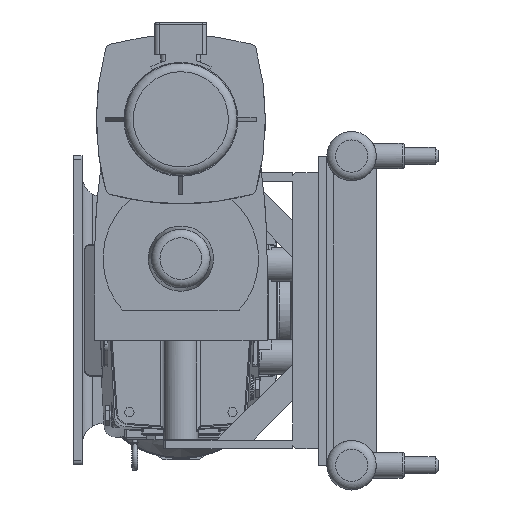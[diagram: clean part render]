
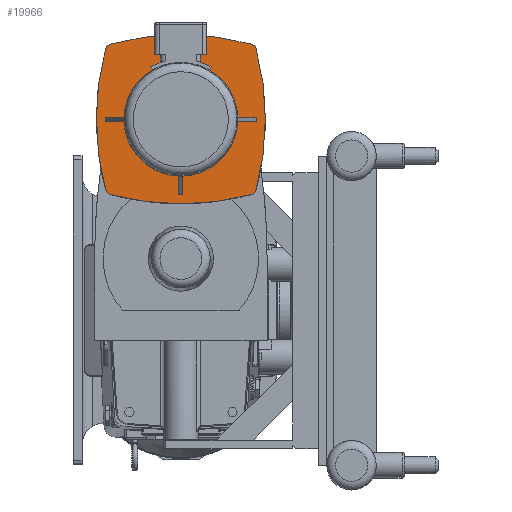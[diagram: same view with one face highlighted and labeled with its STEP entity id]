
A CAD part, left-side view. The second image highlights one B-rep face of the part: STEP entity #19966.
In plain terms, the highlighted planar face has unit normal (-1, 0, 0).
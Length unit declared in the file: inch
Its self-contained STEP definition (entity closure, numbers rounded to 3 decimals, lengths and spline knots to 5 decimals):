
#1347=CIRCLE('',#21893,15.75);
#1350=CIRCLE('',#21897,0.39);
#1357=CIRCLE('',#21906,15.75);
#1358=CIRCLE('',#21908,0.39);
#1360=CIRCLE('',#21911,15.75);
#1363=CIRCLE('',#21915,0.39);
#1366=CIRCLE('',#21919,15.75);
#1367=CIRCLE('',#21921,0.39);
#1373=CIRCLE('',#21929,2.50338);
#1382=CIRCLE('',#21947,2.50338);
#1383=CIRCLE('',#21949,2.50338);
#1384=CIRCLE('',#21951,2.50338);
#1790=FACE_BOUND('',#4550,.T.);
#2231=PLANE('',#21952);
#3308=FACE_OUTER_BOUND('',#4549,.T.);
#4549=EDGE_LOOP('',(#17858,#17859,#17860,#17861,#17862,#17863,#17864,#17865));
#4550=EDGE_LOOP('',(#17866,#17867,#17868,#17869,#17870,#17871,#17872,#17873,
#17874,#17875,#17876,#17877,#17878,#17879,#17880,#17881));
#6068=LINE('',#38629,#7586);
#6071=LINE('',#38638,#7589);
#6073=LINE('',#38641,#7591);
#6079=LINE('',#38686,#7597);
#6080=LINE('',#38688,#7598);
#6081=LINE('',#38689,#7599);
#6082=LINE('',#38691,#7600);
#6083=LINE('',#38693,#7601);
#6084=LINE('',#38694,#7602);
#6085=LINE('',#38696,#7603);
#6086=LINE('',#38698,#7604);
#6087=LINE('',#38699,#7605);
#7586=VECTOR('',#27180,0.3937);
#7589=VECTOR('',#27185,0.3937);
#7591=VECTOR('',#27189,0.3937);
#7597=VECTOR('',#27221,0.3937);
#7598=VECTOR('',#27222,0.3937);
#7599=VECTOR('',#27223,0.3937);
#7600=VECTOR('',#27224,0.3937);
#7601=VECTOR('',#27225,0.3937);
#7602=VECTOR('',#27226,0.3937);
#7603=VECTOR('',#27227,0.3937);
#7604=VECTOR('',#27228,0.3937);
#7605=VECTOR('',#27229,0.3937);
#9571=VERTEX_POINT('',#38453);
#9573=VERTEX_POINT('',#38456);
#9577=VERTEX_POINT('',#38466);
#9582=VERTEX_POINT('',#38481);
#9583=VERTEX_POINT('',#38485);
#9587=VERTEX_POINT('',#38494);
#9588=VERTEX_POINT('',#38496);
#9593=VERTEX_POINT('',#38510);
#9600=VERTEX_POINT('',#38531);
#9601=VERTEX_POINT('',#38535);
#9643=VERTEX_POINT('',#38627);
#9644=VERTEX_POINT('',#38628);
#9646=VERTEX_POINT('',#38637);
#9652=VERTEX_POINT('',#38659);
#9653=VERTEX_POINT('',#38663);
#9654=VERTEX_POINT('',#38669);
#9655=VERTEX_POINT('',#38673);
#9656=VERTEX_POINT('',#38679);
#9657=VERTEX_POINT('',#38685);
#9658=VERTEX_POINT('',#38687);
#9659=VERTEX_POINT('',#38690);
#9660=VERTEX_POINT('',#38692);
#9661=VERTEX_POINT('',#38695);
#9662=VERTEX_POINT('',#38697);
#12355=EDGE_CURVE('',#9573,#9571,#1347,.T.);
#12360=EDGE_CURVE('',#9573,#9577,#1350,.T.);
#12369=EDGE_CURVE('',#9582,#9577,#1357,.T.);
#12370=EDGE_CURVE('',#9582,#9583,#1358,.T.);
#12375=EDGE_CURVE('',#9588,#9587,#1360,.T.);
#12380=EDGE_CURVE('',#9588,#9571,#1363,.T.);
#12385=EDGE_CURVE('',#9593,#9583,#1366,.T.);
#12386=EDGE_CURVE('',#9593,#9587,#1367,.T.);
#12394=EDGE_CURVE('',#9601,#9600,#1373,.T.);
#12439=EDGE_CURVE('',#9643,#9644,#6068,.T.);
#12443=EDGE_CURVE('',#9644,#9646,#6071,.T.);
#12445=EDGE_CURVE('',#9646,#9601,#6073,.T.);
#12456=EDGE_CURVE('',#9652,#9653,#1382,.T.);
#12459=EDGE_CURVE('',#9654,#9655,#1383,.T.);
#12461=EDGE_CURVE('',#9656,#9643,#1384,.T.);
#12462=EDGE_CURVE('',#9600,#9657,#6079,.T.);
#12463=EDGE_CURVE('',#9657,#9658,#6080,.T.);
#12464=EDGE_CURVE('',#9658,#9654,#6081,.T.);
#12465=EDGE_CURVE('',#9655,#9659,#6082,.T.);
#12466=EDGE_CURVE('',#9659,#9660,#6083,.T.);
#12467=EDGE_CURVE('',#9660,#9652,#6084,.T.);
#12468=EDGE_CURVE('',#9653,#9661,#6085,.T.);
#12469=EDGE_CURVE('',#9661,#9662,#6086,.T.);
#12470=EDGE_CURVE('',#9662,#9656,#6087,.T.);
#17858=ORIENTED_EDGE('',*,*,#12386,.F.);
#17859=ORIENTED_EDGE('',*,*,#12385,.T.);
#17860=ORIENTED_EDGE('',*,*,#12370,.F.);
#17861=ORIENTED_EDGE('',*,*,#12369,.T.);
#17862=ORIENTED_EDGE('',*,*,#12360,.F.);
#17863=ORIENTED_EDGE('',*,*,#12355,.T.);
#17864=ORIENTED_EDGE('',*,*,#12380,.F.);
#17865=ORIENTED_EDGE('',*,*,#12375,.T.);
#17866=ORIENTED_EDGE('',*,*,#12462,.T.);
#17867=ORIENTED_EDGE('',*,*,#12463,.T.);
#17868=ORIENTED_EDGE('',*,*,#12464,.T.);
#17869=ORIENTED_EDGE('',*,*,#12459,.T.);
#17870=ORIENTED_EDGE('',*,*,#12465,.T.);
#17871=ORIENTED_EDGE('',*,*,#12466,.T.);
#17872=ORIENTED_EDGE('',*,*,#12467,.T.);
#17873=ORIENTED_EDGE('',*,*,#12456,.T.);
#17874=ORIENTED_EDGE('',*,*,#12468,.T.);
#17875=ORIENTED_EDGE('',*,*,#12469,.T.);
#17876=ORIENTED_EDGE('',*,*,#12470,.T.);
#17877=ORIENTED_EDGE('',*,*,#12461,.T.);
#17878=ORIENTED_EDGE('',*,*,#12439,.T.);
#17879=ORIENTED_EDGE('',*,*,#12443,.T.);
#17880=ORIENTED_EDGE('',*,*,#12445,.T.);
#17881=ORIENTED_EDGE('',*,*,#12394,.T.);
#19966=ADVANCED_FACE('',(#3308,#1790),#2231,.F.);
#21893=AXIS2_PLACEMENT_3D('',#38457,#27040,#27041);
#21897=AXIS2_PLACEMENT_3D('',#38467,#27050,#27051);
#21906=AXIS2_PLACEMENT_3D('',#38483,#27070,#27071);
#21908=AXIS2_PLACEMENT_3D('',#38486,#27074,#27075);
#21911=AXIS2_PLACEMENT_3D('',#38497,#27083,#27084);
#21915=AXIS2_PLACEMENT_3D('',#38506,#27093,#27094);
#21919=AXIS2_PLACEMENT_3D('',#38515,#27103,#27104);
#21921=AXIS2_PLACEMENT_3D('',#38517,#27107,#27108);
#21929=AXIS2_PLACEMENT_3D('',#38536,#27124,#27125);
#21947=AXIS2_PLACEMENT_3D('',#38667,#27209,#27210);
#21949=AXIS2_PLACEMENT_3D('',#38677,#27213,#27214);
#21951=AXIS2_PLACEMENT_3D('',#38683,#27217,#27218);
#21952=AXIS2_PLACEMENT_3D('',#38684,#27219,#27220);
#27040=DIRECTION('center_axis',(-1.,0.,0.));
#27041=DIRECTION('ref_axis',(0.,-0.962,0.274));
#27050=DIRECTION('center_axis',(1.,0.,0.));
#27051=DIRECTION('ref_axis',(0.,0.707,0.707));
#27070=DIRECTION('center_axis',(-1.,0.,0.));
#27071=DIRECTION('ref_axis',(0.,-0.274,-0.962));
#27074=DIRECTION('center_axis',(1.,0.,0.));
#27075=DIRECTION('ref_axis',(0.,-0.707,0.707));
#27083=DIRECTION('center_axis',(-1.,0.,0.));
#27084=DIRECTION('ref_axis',(0.,0.274,0.962));
#27093=DIRECTION('center_axis',(1.,0.,0.));
#27094=DIRECTION('ref_axis',(0.,0.707,-0.707));
#27103=DIRECTION('center_axis',(-1.,0.,0.));
#27104=DIRECTION('ref_axis',(0.,0.962,-0.274));
#27107=DIRECTION('center_axis',(1.,0.,0.));
#27108=DIRECTION('ref_axis',(0.,-0.707,-0.707));
#27124=DIRECTION('center_axis',(1.,0.,0.));
#27125=DIRECTION('ref_axis',(0.,0.,
1.));
#27180=DIRECTION('',(0.,0.,1.));
#27185=DIRECTION('',(0.,-1.,0.));
#27189=DIRECTION('',(0.,0.,-1.));
#27209=DIRECTION('center_axis',(1.,0.,0.));
#27210=DIRECTION('ref_axis',(0.,0.,
1.));
#27213=DIRECTION('center_axis',(1.,0.,0.));
#27214=DIRECTION('ref_axis',(0.,0.,
1.));
#27217=DIRECTION('center_axis',(1.,0.,0.));
#27218=DIRECTION('ref_axis',(0.,0.,
1.));
#27219=DIRECTION('center_axis',(1.,0.,0.));
#27220=DIRECTION('ref_axis',(0.,1.,0.));
#27221=DIRECTION('',(0.,-1.,0.));
#27222=DIRECTION('',(0.,0.,-1.));
#27223=DIRECTION('',(0.,1.,0.));
#27224=DIRECTION('',(0.,0.,-1.));
#27225=DIRECTION('',(0.,1.,0.));
#27226=DIRECTION('',(0.,0.,1.));
#27227=DIRECTION('',(0.,1.,0.));
#27228=DIRECTION('',(0.,0.,1.));
#27229=DIRECTION('',(0.,-1.,0.));
#38453=CARTESIAN_POINT('',(-29.027,4.37774,7.00721));
#38456=CARTESIAN_POINT('',(-29.027,4.37774,15.21279));
#38457=CARTESIAN_POINT('Origin',(-29.027,-10.8285,11.11));
#38466=CARTESIAN_POINT('',(-29.027,4.10279,15.48774));
#38467=CARTESIAN_POINT('Origin',(-29.027,4.0012,15.1112));
#38481=CARTESIAN_POINT('',(-29.027,-4.10279,15.48774));
#38483=CARTESIAN_POINT('Origin',(-29.027,0.,0.2815));
#38485=CARTESIAN_POINT('',(-29.027,-4.37774,15.21279));
#38486=CARTESIAN_POINT('Origin',(-29.027,-4.0012,15.1112));
#38494=CARTESIAN_POINT('',(-29.027,-4.10279,6.73226));
#38496=CARTESIAN_POINT('',(-29.027,4.10279,6.73226));
#38497=CARTESIAN_POINT('Origin',(-29.027,0.,21.9385));
#38506=CARTESIAN_POINT('Origin',(-29.027,4.0012,7.1088));
#38510=CARTESIAN_POINT('',(-29.027,-4.37774,7.00721));
#38515=CARTESIAN_POINT('Origin',(-29.027,10.8285,11.11));
#38517=CARTESIAN_POINT('Origin',(-29.027,-4.0012,7.1088));
#38531=CARTESIAN_POINT('',(-29.027,-2.5006,11.228));
#38535=CARTESIAN_POINT('',(-29.027,-0.118,13.6106));
#38536=CARTESIAN_POINT('Origin',(-29.027,0.,11.11));
#38627=CARTESIAN_POINT('',(-29.027,0.118,13.6106));
#38628=CARTESIAN_POINT('',(-29.027,0.118,15.49687));
#38629=CARTESIAN_POINT('',(-29.027,0.118,12.08289));
#38637=CARTESIAN_POINT('',(-29.027,-0.118,15.49687));
#38638=CARTESIAN_POINT('',(-29.027,0.,15.49687));
#38641=CARTESIAN_POINT('',(-29.027,-0.118,12.08289));
#38659=CARTESIAN_POINT('',(-29.027,0.118,8.6094));
#38663=CARTESIAN_POINT('',(-29.027,2.5006,10.992));
#38667=CARTESIAN_POINT('Origin',(-29.027,0.,11.11));
#38669=CARTESIAN_POINT('',(-29.027,-2.5006,10.992));
#38673=CARTESIAN_POINT('',(-29.027,-0.118,8.6094));
#38677=CARTESIAN_POINT('Origin',(-29.027,0.,11.11));
#38679=CARTESIAN_POINT('',(-29.027,2.5006,11.228));
#38683=CARTESIAN_POINT('Origin',(-29.027,0.,11.11));
#38684=CARTESIAN_POINT('Origin',(-29.027,0.,11.11));
#38685=CARTESIAN_POINT('',(-29.027,-4.38687,11.228));
#38686=CARTESIAN_POINT('',(-29.027,0.97289,11.228));
#38687=CARTESIAN_POINT('',(-29.027,-4.38687,10.992));
#38688=CARTESIAN_POINT('',(-29.027,-4.38687,11.11));
#38689=CARTESIAN_POINT('',(-29.027,-0.97289,10.992));
#38690=CARTESIAN_POINT('',(-29.027,-0.118,6.72313));
#38691=CARTESIAN_POINT('',(-29.027,-0.118,10.13711));
#38692=CARTESIAN_POINT('',(-29.027,0.118,6.72313));
#38693=CARTESIAN_POINT('',(-29.027,0.,6.72313));
#38694=CARTESIAN_POINT('',(-29.027,0.118,10.13711));
#38695=CARTESIAN_POINT('',(-29.027,4.38687,10.992));
#38696=CARTESIAN_POINT('',(-29.027,0.97289,10.992));
#38697=CARTESIAN_POINT('',(-29.027,4.38687,11.228));
#38698=CARTESIAN_POINT('',(-29.027,4.38687,11.11));
#38699=CARTESIAN_POINT('',(-29.027,0.97289,11.228));
